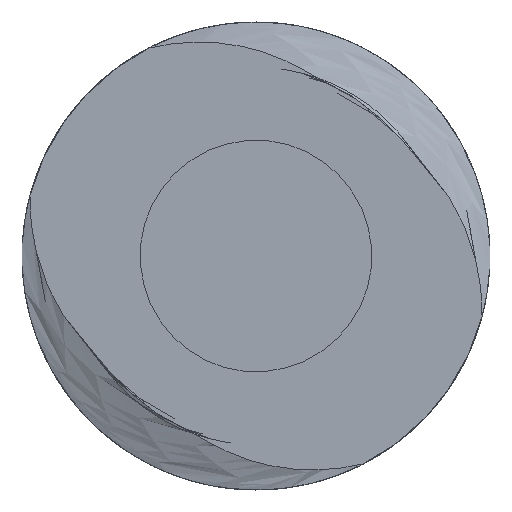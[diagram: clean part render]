
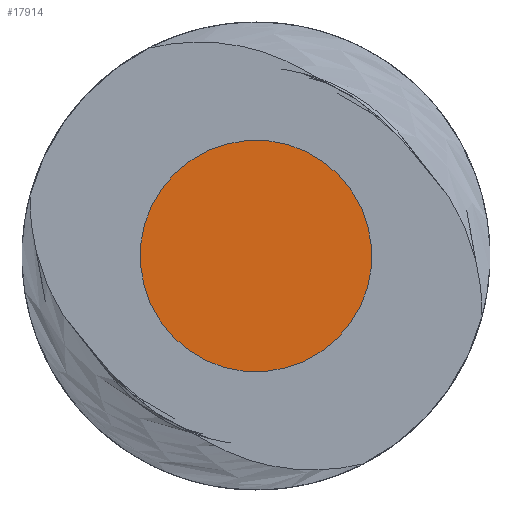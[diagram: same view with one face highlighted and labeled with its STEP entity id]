
A CAD part, front view. The second image highlights one B-rep face of the part: STEP entity #17914.
In plain terms, the highlighted face is planar.
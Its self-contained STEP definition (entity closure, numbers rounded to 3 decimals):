
#36 = DIRECTION ( 'NONE',  ( -1., 0., 0. ) ) ;
#1044 = DIRECTION ( 'NONE',  ( 0., 0., 1. ) ) ;
#1565 = VERTEX_POINT ( 'NONE', #2671 ) ;
#2671 = CARTESIAN_POINT ( 'NONE',  ( -20., 0., -5.442 ) ) ;
#4478 = AXIS2_PLACEMENT_3D ( 'NONE', #4902, #5035, #6788 ) ;
#4902 = CARTESIAN_POINT ( 'NONE',  ( -20., 0., 0. ) ) ;
#5035 = DIRECTION ( 'NONE',  ( -1., 0., 0. ) ) ;
#5337 = AXIS2_PLACEMENT_3D ( 'NONE', #7447, #25747, #1044 ) ;
#6486 = EDGE_CURVE ( 'NONE', #9278, #1565, #15320, .T. ) ;
#6788 = DIRECTION ( 'NONE',  ( 0., 0., 1. ) ) ;
#7447 = CARTESIAN_POINT ( 'NONE',  ( -20., 0., 0. ) ) ;
#8594 = CARTESIAN_POINT ( 'NONE',  ( -20., 0., 0. ) ) ;
#9278 = VERTEX_POINT ( 'NONE', #15937 ) ;
#12123 = ORIENTED_EDGE ( 'NONE', *, *, #6486, .T. ) ;
#12601 = PLANE ( 'NONE',  #23255 ) ;
#15320 = CIRCLE ( 'NONE', #4478, 5.442 ) ;
#15937 = CARTESIAN_POINT ( 'NONE',  ( -20., 0., 5.442 ) ) ;
#17914 = ADVANCED_FACE ( 'NONE', ( #18346 ), #12601, .T. ) ;
#17994 = EDGE_LOOP ( 'NONE', ( #22144, #12123 ) ) ;
#18346 = FACE_OUTER_BOUND ( 'NONE', #17994, .T. ) ;
#22144 = ORIENTED_EDGE ( 'NONE', *, *, #22366, .T. ) ;
#22366 = EDGE_CURVE ( 'NONE', #1565, #9278, #22833, .T. ) ;
#22833 = CIRCLE ( 'NONE', #5337, 5.442 ) ;
#23255 = AXIS2_PLACEMENT_3D ( 'NONE', #8594, #36, #24613 ) ;
#24613 = DIRECTION ( 'NONE',  ( 0., 0., 1. ) ) ;
#25747 = DIRECTION ( 'NONE',  ( -1., 0., 0. ) ) ;
